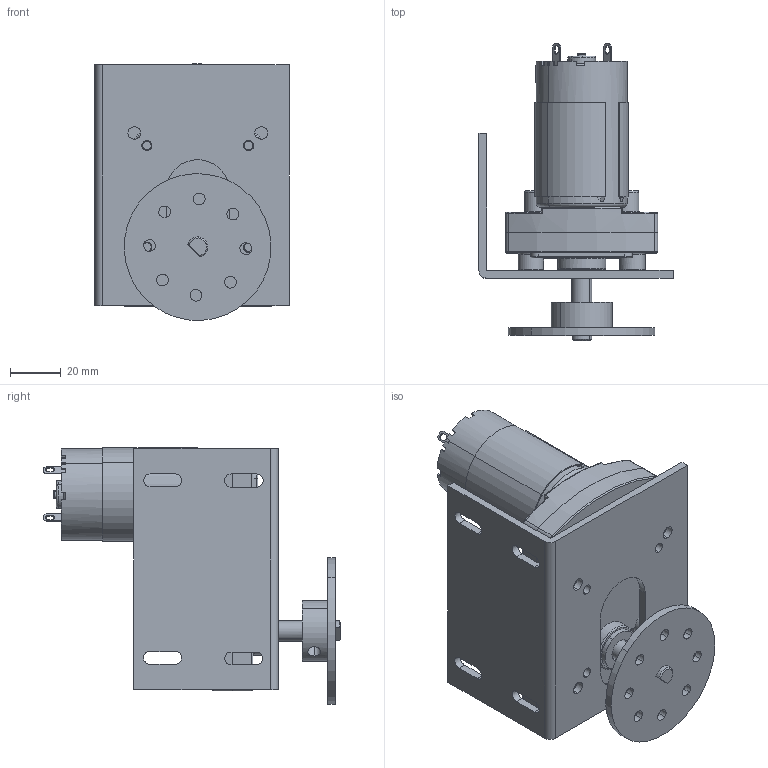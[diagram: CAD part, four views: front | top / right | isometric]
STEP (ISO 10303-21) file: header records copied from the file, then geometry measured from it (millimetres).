
FILE_DESCRIPTION (( 'STEP AP203' ), '1' );
FILE_NAME ('555熬厒萇儂ぱ籵遴.STEP', '2022-04-08T05:24:07', ( '' ), ( '' ), 'SwSTEP 2.0', 'SolidWorks 2018', '' );
FILE_SCHEMA (( 'CONFIG_CONTROL_DESIGN' ));
Length unit declared in the file: millimetre
Products named in the file (8): RS-555电机轴伸12(1)_Défaut; 555熬厒萇儂ぱ籵遴; 齿轮箱盖_Défaut; 舵机输出轴(1)_Défaut; 13孔齿轮箱壳_Défaut; 舵机架_Défaut; 舵机舵盘_Défaut; 8X15X10轴套(1)_Défaut
Assembly tree (8 placements, depth 2):
  555熬厒萇儂ぱ籵遴
    舵机架_Défaut
    13孔齿轮箱壳_Défaut
    RS-555电机轴伸12(1)_Défaut
    齿轮箱盖_Défaut
    舵机输出轴(1)_Défaut
    8X15X10轴套(1)_Défaut  x2
    舵机舵盘_Défaut
Bounding box: 76.5 x 117 x 101.22 mm (x, y, z)
Volume: 139207 mm3; surface area: 85342 mm2
Topology: 8 solids, 10 shells, 1604 faces, 3934 edges, 2531 vertices
Faces by surface type: plane 854, cylinder 509, torus 101, cone 61, bspline 56, sphere 23
Entity records: 51288 total; most frequent: CARTESIAN_POINT 11976, DIRECTION 8261, ORIENTED_EDGE 7758, EDGE_CURVE 3879, AXIS2_PLACEMENT_3D 3021, VERTEX_POINT 2511, VECTOR 2219, LINE 2219
